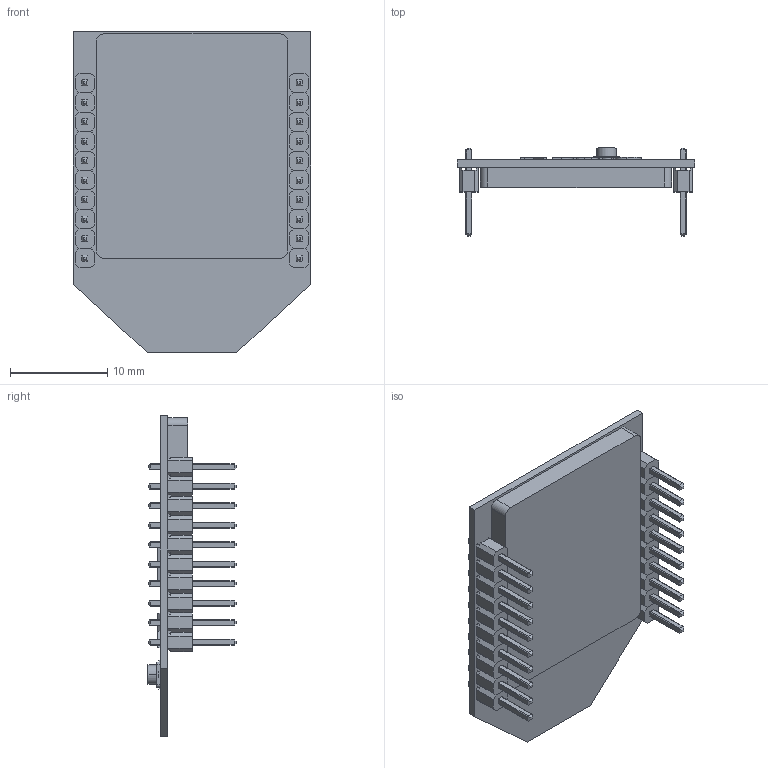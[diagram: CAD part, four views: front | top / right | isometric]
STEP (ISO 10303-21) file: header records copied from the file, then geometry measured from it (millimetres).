
FILE_DESCRIPTION (( 'STEP AP214' ), '1' );
FILE_NAME ('Xbee Module.STEP', '2015-03-12T01:51:10', ( '' ), ( '' ), 'SwSTEP 2.0', 'SolidWorks 2014', '' );
FILE_SCHEMA (( 'AUTOMOTIVE_DESIGN' ));
Length unit declared in the file: inch
Products named in the file (4): Xbee Module; 10x Pinheader Male; XBee Pro 60mW PCB; U-FL Housing
Assembly tree (4 placements, depth 2):
  Xbee Module
    10x Pinheader Male  x2
    U-FL Housing
    XBee Pro 60mW PCB
Bounding box: 24.38 x 9.04 x 32.94 mm (x, y, z)
Volume: 1722 mm3; surface area: 2640.4 mm2
Topology: 22 solids, 22 shells, 992 faces, 2671 edges, 1780 vertices
Faces by surface type: plane 732, cylinder 210, bspline 48, torus 2
Entity records: 26014 total; most frequent: CARTESIAN_POINT 6562, ORIENTED_EDGE 3182, DIRECTION 2621, EDGE_CURVE 1591, LINE 1151, VECTOR 1151, VERTEX_POINT 1060, AXIS2_PLACEMENT_3D 735
